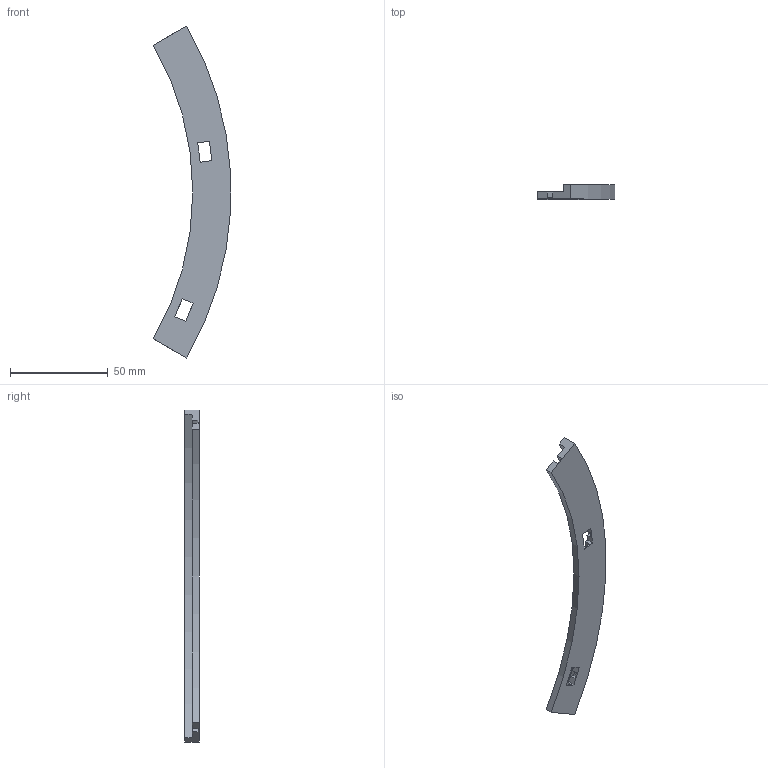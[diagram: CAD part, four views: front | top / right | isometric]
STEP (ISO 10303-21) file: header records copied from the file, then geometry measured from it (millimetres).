
FILE_DESCRIPTION (( 'STEP AP214' ), '1' );
FILE_NAME ('Top_Ring_Big_Inside.STEP', '2024-08-27T22:05:46', ( '' ), ( '' ), 'SwSTEP 2.0', 'SolidWorks 2024', '' );
FILE_SCHEMA (( 'AUTOMOTIVE_DESIGN' ));
Length unit declared in the file: millimetre
Products named in the file (1): Top_Ring_Big_Inside
Bounding box: 39.41 x 7.4 x 169.6 mm (x, y, z)
Volume: 12843.4 mm3; surface area: 10121.9 mm2
Topology: 1 solids, 1 shells, 42 faces, 126 edges, 84 vertices
Faces by surface type: plane 33, cylinder 9
Entity records: 1439 total; most frequent: CARTESIAN_POINT 253, ORIENTED_EDGE 252, DIRECTION 230, EDGE_CURVE 126, VECTOR 108, LINE 108, VERTEX_POINT 84, AXIS2_PLACEMENT_3D 61
